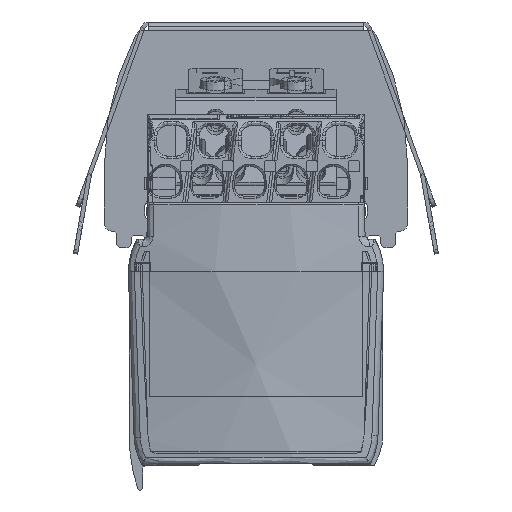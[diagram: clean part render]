
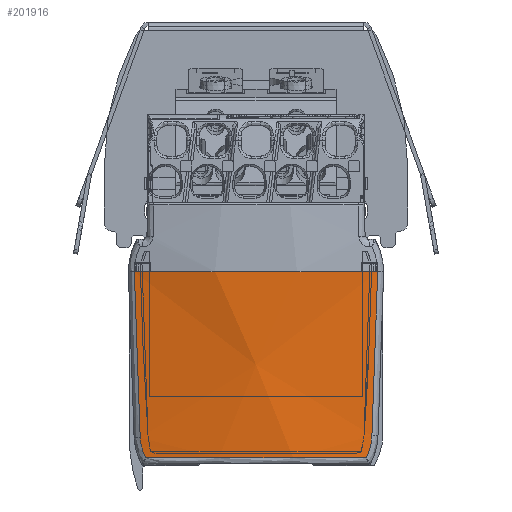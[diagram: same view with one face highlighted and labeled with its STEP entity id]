
A CAD part, front view. The second image highlights one B-rep face of the part: STEP entity #201916.
In plain terms, the highlighted conical face has half-angle 2 degrees and reference radius 59 mm.
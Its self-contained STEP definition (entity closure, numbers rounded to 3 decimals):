
#1384=CONICAL_SURFACE('',#214831,59.,0.035);
#3749=B_SPLINE_CURVE_WITH_KNOTS('',3,(#303897,#303898,#303899,#303900,#303901,
#303902,#303903,#303904,#303905,#303906,#303907,#303908,#303909,#303910,
#303911,#303912,#303913,#303914,#303915,#303916,#303917,#303918,#303919,
#303920,#303921,#303922,#303923,#303924,#303925,#303926,#303927),
 .UNSPECIFIED.,.F.,.F.,(4,3,3,3,3,3,3,3,3,3,4),(0.,0.147,0.291,
0.434,0.476,0.5,0.637,0.774,
0.911,0.948,1.),.UNSPECIFIED.);
#3750=B_SPLINE_CURVE_WITH_KNOTS('',3,(#303928,#303929,#303930,#303931),
 .UNSPECIFIED.,.F.,.F.,(4,4),(0.,1.),.UNSPECIFIED.);
#3751=B_SPLINE_CURVE_WITH_KNOTS('',3,(#303933,#303934,#303935,#303936),
 .UNSPECIFIED.,.F.,.F.,(4,4),(0.,1.),.UNSPECIFIED.);
#3752=B_SPLINE_CURVE_WITH_KNOTS('',3,(#303938,#303939,#303940,#303941,#303942,
#303943),.UNSPECIFIED.,.F.,.F.,(4,2,4),(0.,0.5,1.),.UNSPECIFIED.);
#14723=FACE_OUTER_BOUND('',#25862,.T.);
#25862=EDGE_LOOP('',(#150200,#150201,#150202,#150203,#150204,#150205));
#35826=CIRCLE('',#214421,59.);
#35989=CIRCLE('',#214832,58.196);
#88855=VERTEX_POINT('',#300443);
#88856=VERTEX_POINT('',#300458);
#89585=VERTEX_POINT('',#303895);
#89586=VERTEX_POINT('',#303896);
#89587=VERTEX_POINT('',#303932);
#89588=VERTEX_POINT('',#303937);
#111100=EDGE_CURVE('',#88855,#88856,#35826,.T.);
#112039=EDGE_CURVE('',#89585,#89586,#3749,.T.);
#112040=EDGE_CURVE('',#89586,#88856,#3750,.T.);
#112041=EDGE_CURVE('',#88855,#89587,#3751,.T.);
#112042=EDGE_CURVE('',#89587,#89588,#3752,.T.);
#112043=EDGE_CURVE('',#89588,#89585,#35989,.T.);
#150200=ORIENTED_EDGE('',*,*,#112039,.T.);
#150201=ORIENTED_EDGE('',*,*,#112040,.T.);
#150202=ORIENTED_EDGE('',*,*,#111100,.F.);
#150203=ORIENTED_EDGE('',*,*,#112041,.T.);
#150204=ORIENTED_EDGE('',*,*,#112042,.T.);
#150205=ORIENTED_EDGE('',*,*,#112043,.T.);
#201916=ADVANCED_FACE('',(#14723),#1384,.T.);
#214421=AXIS2_PLACEMENT_3D('',#300459,#240426,#240427);
#214831=AXIS2_PLACEMENT_3D('',#303894,#241913,#241914);
#214832=AXIS2_PLACEMENT_3D('',#303944,#241915,#241916);
#240426=DIRECTION('center_axis',(0.,0.,1.));
#240427=DIRECTION('ref_axis',(0.,-1.,0.));
#241913=DIRECTION('center_axis',(0.,0.,1.));
#241914=DIRECTION('ref_axis',(0.,-1.,0.));
#241915=DIRECTION('center_axis',(0.,0.,1.));
#241916=DIRECTION('ref_axis',(-1.,0.,0.));
#300443=CARTESIAN_POINT('',(-15.055,-413.425,-8.5));
#300458=CARTESIAN_POINT('',(15.055,-413.425,-8.5));
#300459=CARTESIAN_POINT('Origin',(0.,-356.378,-8.5));
#303894=CARTESIAN_POINT('Origin',(0.,-356.378,-8.5));
#303895=CARTESIAN_POINT('',(13.656,-412.949,-31.535));
#303896=CARTESIAN_POINT('',(14.338,-412.879,-28.779));
#303897=CARTESIAN_POINT('Ctrl Pts',(13.656,-412.949,
-31.535));
#303898=CARTESIAN_POINT('Ctrl Pts',(13.717,-412.938,
-31.408));
#303899=CARTESIAN_POINT('Ctrl Pts',(13.774,-412.929,
-31.28));
#303900=CARTESIAN_POINT('Ctrl Pts',(13.827,-412.921,
-31.15));
#303901=CARTESIAN_POINT('Ctrl Pts',(13.879,-412.913,
-31.023));
#303902=CARTESIAN_POINT('Ctrl Pts',(13.927,-412.905,
-30.895));
#303903=CARTESIAN_POINT('Ctrl Pts',(13.972,-412.899,
-30.765));
#303904=CARTESIAN_POINT('Ctrl Pts',(14.016,-412.893,
-30.636));
#303905=CARTESIAN_POINT('Ctrl Pts',(14.056,-412.887,
-30.505));
#303906=CARTESIAN_POINT('Ctrl Pts',(14.093,-412.883,-30.373));
#303907=CARTESIAN_POINT('Ctrl Pts',(14.103,-412.882,
-30.334));
#303908=CARTESIAN_POINT('Ctrl Pts',(14.114,-412.881,
-30.295));
#303909=CARTESIAN_POINT('Ctrl Pts',(14.124,-412.879,
-30.256));
#303910=CARTESIAN_POINT('Ctrl Pts',(14.13,-412.879,
-30.234));
#303911=CARTESIAN_POINT('Ctrl Pts',(14.135,-412.878,
-30.212));
#303912=CARTESIAN_POINT('Ctrl Pts',(14.141,-412.878,
-30.19));
#303913=CARTESIAN_POINT('Ctrl Pts',(14.172,-412.874,
-30.063));
#303914=CARTESIAN_POINT('Ctrl Pts',(14.2,-412.872,
-29.935));
#303915=CARTESIAN_POINT('Ctrl Pts',(14.224,-412.871,
-29.807));
#303916=CARTESIAN_POINT('Ctrl Pts',(14.248,-412.869,
-29.679));
#303917=CARTESIAN_POINT('Ctrl Pts',(14.269,-412.869,-29.55));
#303918=CARTESIAN_POINT('Ctrl Pts',(14.285,-412.869,
-29.42));
#303919=CARTESIAN_POINT('Ctrl Pts',(14.302,-412.869,
-29.291));
#303920=CARTESIAN_POINT('Ctrl Pts',(14.315,-412.871,
-29.162));
#303921=CARTESIAN_POINT('Ctrl Pts',(14.325,-412.873,-29.032));
#303922=CARTESIAN_POINT('Ctrl Pts',(14.327,-412.874,
-28.997));
#303923=CARTESIAN_POINT('Ctrl Pts',(14.329,-412.874,
-28.961));
#303924=CARTESIAN_POINT('Ctrl Pts',(14.331,-412.875,
-28.926));
#303925=CARTESIAN_POINT('Ctrl Pts',(14.334,-412.876,
-28.877));
#303926=CARTESIAN_POINT('Ctrl Pts',(14.337,-412.877,
-28.828));
#303927=CARTESIAN_POINT('Ctrl Pts',(14.338,-412.879,
-28.779));
#303928=CARTESIAN_POINT('Ctrl Pts',(14.338,-412.879,
-28.779));
#303929=CARTESIAN_POINT('Ctrl Pts',(14.576,-413.06,
-22.062));
#303930=CARTESIAN_POINT('Ctrl Pts',(14.815,-413.242,
-15.302));
#303931=CARTESIAN_POINT('Ctrl Pts',(15.055,-413.425,
-8.5));
#303932=CARTESIAN_POINT('',(-14.329,-412.872,-29.04));
#303933=CARTESIAN_POINT('Ctrl Pts',(-15.055,-413.425,
-8.5));
#303934=CARTESIAN_POINT('Ctrl Pts',(-14.812,-413.24,
-15.39));
#303935=CARTESIAN_POINT('Ctrl Pts',(-14.57,-413.056,
-22.237));
#303936=CARTESIAN_POINT('Ctrl Pts',(-14.329,-412.872,
-29.04));
#303937=CARTESIAN_POINT('',(-13.661,-412.947,-31.535));
#303938=CARTESIAN_POINT('Ctrl Pts',(-14.329,-412.872,
-29.04));
#303939=CARTESIAN_POINT('Ctrl Pts',(-14.297,-412.864,
-29.472));
#303940=CARTESIAN_POINT('Ctrl Pts',(-14.226,-412.867,
-29.896));
#303941=CARTESIAN_POINT('Ctrl Pts',(-14.001,-412.893,-30.736));
#303942=CARTESIAN_POINT('Ctrl Pts',(-13.85,-412.916,
-31.142));
#303943=CARTESIAN_POINT('Ctrl Pts',(-13.661,-412.947,
-31.535));
#303944=CARTESIAN_POINT('Origin',(0.,-356.378,-31.535));
